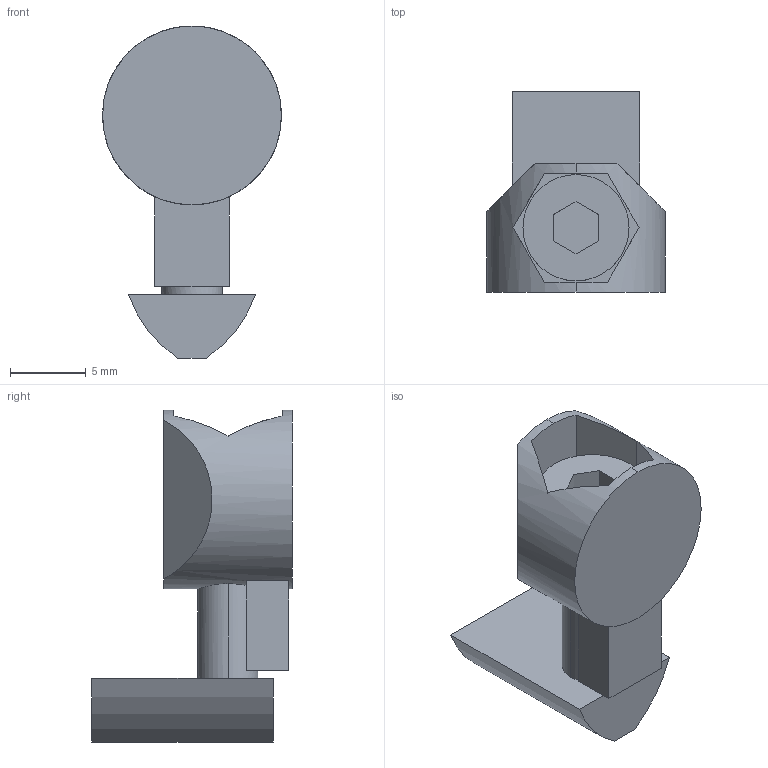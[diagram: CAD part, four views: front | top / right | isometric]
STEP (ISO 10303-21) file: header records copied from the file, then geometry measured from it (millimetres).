
FILE_DESCRIPTION (( 'STEP AP214' ), '1' );
FILE_NAME ('7125040', '2019-02-04T10:14:03', ( '' ), ('JUGARD+KÜNSTNER GmbH'), 'SwSTEP 2.0', 'SolidWorks 2017', '' );
FILE_SCHEMA (( 'AUTOMOTIVE_DESIGN' ));
Length unit declared in the file: millimetre
Products named in the file (1): 7125040_CNAJF00
Bounding box: 11.8 x 13.25 x 21.9 mm (x, y, z)
Volume: 1130.1 mm3; surface area: 1176.8 mm2
Topology: 1 solids, 1 shells, 37 faces, 96 edges, 64 vertices
Faces by surface type: plane 29, cylinder 8
Entity records: 1201 total; most frequent: CARTESIAN_POINT 256, ORIENTED_EDGE 192, DIRECTION 187, EDGE_CURVE 96, VERTEX_POINT 64, AXIS2_PLACEMENT_3D 63, LINE 61, VECTOR 61
